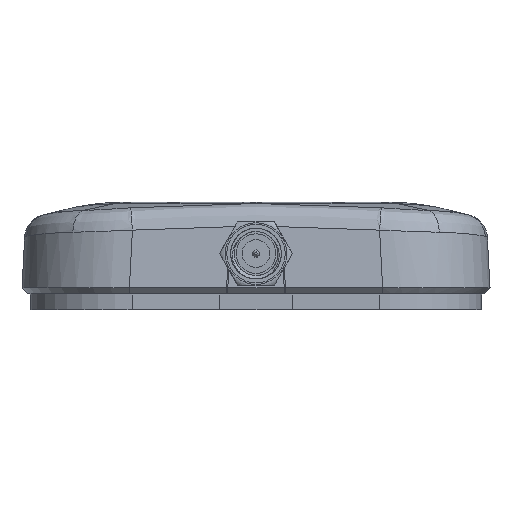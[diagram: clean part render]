
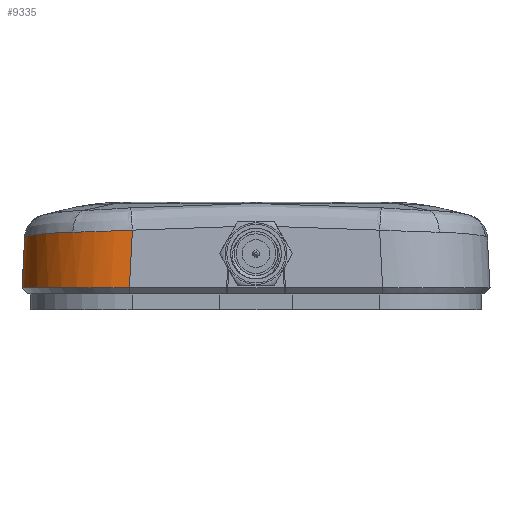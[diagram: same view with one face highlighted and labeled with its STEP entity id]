
A CAD part, front view. The second image highlights one B-rep face of the part: STEP entity #9335.
In plain terms, the highlighted cylindrical face has radius 13.6 mm (diameter 27.2 mm), a partial arc.
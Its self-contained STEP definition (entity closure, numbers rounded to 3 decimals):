
#54 = CARTESIAN_POINT ( 'NONE',  ( -24.986, -74.894, -6.302 ) ) ;
#248 = CARTESIAN_POINT ( 'NONE',  ( -16.009, -78.241, -6.301 ) ) ;
#263 = CARTESIAN_POINT ( 'NONE',  ( -25.177, -73.977, 0.625 ) ) ;
#439 = CARTESIAN_POINT ( 'NONE',  ( -25.538, -73.62, 0.604 ) ) ;
#809 = CYLINDRICAL_SURFACE ( 'NONE', #14041, 13.6 ) ;
#1303 = CARTESIAN_POINT ( 'NONE',  ( -16.904, -78.219, -6.301 ) ) ;
#1535 = EDGE_CURVE ( 'NONE', #13698, #10112, #15818, .T. ) ;
#1624 = CARTESIAN_POINT ( 'NONE',  ( -23.82, -75.15, 0.688 ) ) ;
#1752 = CARTESIAN_POINT ( 'NONE',  ( -26.705, -72.202, 0.512 ) ) ;
#1870 = CARTESIAN_POINT ( 'NONE',  ( -26.9, -71.922, 0.493 ) ) ;
#1933 = EDGE_CURVE ( 'NONE', #13408, #13698, #17238, .T. ) ;
#2716 = CARTESIAN_POINT ( 'NONE',  ( -22.033, -76.867, -6.302 ) ) ;
#2759 = DIRECTION ( 'NONE',  ( -0.052, -0.052, -0.997 ) ) ;
#2786 = CARTESIAN_POINT ( 'NONE',  ( -18.238, -78.065, -6.301 ) ) ;
#2820 = CARTESIAN_POINT ( 'NONE',  ( -15.406, -64.056, 4.5 ) ) ;
#2898 = CARTESIAN_POINT ( 'NONE',  ( -29.568, -65.557, -6.301 ) ) ;
#3052 = CARTESIAN_POINT ( 'NONE',  ( -24.34, -74.733, 0.667 ) ) ;
#3165 = CARTESIAN_POINT ( 'NONE',  ( -26.817, -72.042, 0.501 ) ) ;
#3271 = ORIENTED_EDGE ( 'NONE', *, *, #1535, .T. ) ;
#3283 = CARTESIAN_POINT ( 'NONE',  ( -26.919, -71.893, 0.491 ) ) ;
#3914 = VERTEX_POINT ( 'NONE', #18046 ) ;
#4175 = CARTESIAN_POINT ( 'NONE',  ( -26.233, -73.616, -6.302 ) ) ;
#4297 = CARTESIAN_POINT ( 'NONE',  ( -29.59, -64.659, -6.301 ) ) ;
#4331 = B_SPLINE_CURVE_WITH_KNOTS ( 'NONE', 3,
 ( #6990, #9668, #1303, #4357, #2786, #5739, #12551, #2716, #15594, #5502, #54, #9726, #4175, #7046, #16708, #16897, #12492, #13987, #8382, #16833, #18244, #9845, #11261, #2898, #12675, #4297 ),
 .UNSPECIFIED., .F., .F.,
 ( 4, 2, 2, 2, 2, 2, 2, 2, 2, 2, 2, 2, 4 ),
 ( 0., 0.001, 0.003, 0.005, 0.008, 0.011, 0.012, 0.013, 0.015, 0.016, 0.019, 0.02, 0.021 ),
 .UNSPECIFIED. ) ;
#4357 = CARTESIAN_POINT ( 'NONE',  ( -17.793, -78.131, -6.301 ) ) ;
#4557 = CARTESIAN_POINT ( 'NONE',  ( -25.066, -74.084, 0.631 ) ) ;
#5234 = CARTESIAN_POINT ( 'NONE',  ( -29.255, -64.324, 0.109 ) ) ;
#5502 = CARTESIAN_POINT ( 'NONE',  ( -24.303, -75.455, -6.302 ) ) ;
#5631 = VECTOR ( 'NONE', #2759, 1000. ) ;
#5739 = CARTESIAN_POINT ( 'NONE',  ( -19.549, -77.803, -6.301 ) ) ;
#5849 = ORIENTED_EDGE ( 'NONE', *, *, #7617, .T. ) ;
#5891 = CARTESIAN_POINT ( 'NONE',  ( -25.84, -73.292, 0.583 ) ) ;
#6901 = DIRECTION ( 'NONE',  ( 0.999, 0., -0.052 ) ) ;
#6940 = ORIENTED_EDGE ( 'NONE', *, *, #17007, .F. ) ;
#6951 = CARTESIAN_POINT ( 'NONE',  ( -28.995, -66.944, 0.187 ) ) ;
#6990 = CARTESIAN_POINT ( 'NONE',  ( -16.009, -78.241, -6.301 ) ) ;
#7046 = CARTESIAN_POINT ( 'NONE',  ( -26.796, -72.928, -6.302 ) ) ;
#7097 = CARTESIAN_POINT ( 'NONE',  ( -28.995, -66.944, 0.187 ) ) ;
#7299 = CARTESIAN_POINT ( 'NONE',  ( -23.154, -75.61, 0.706 ) ) ;
#7366 = CARTESIAN_POINT ( 'NONE',  ( -27.529, -70.994, 0.428 ) ) ;
#7422 = CARTESIAN_POINT ( 'NONE',  ( -26.922, -71.889, 0.49 ) ) ;
#7617 = EDGE_CURVE ( 'NONE', #10112, #3914, #16681, .T. ) ;
#7977 = ORIENTED_EDGE ( 'NONE', *, *, #1933, .T. ) ;
#8034 = CARTESIAN_POINT ( 'NONE',  ( -15.628, -77.86, 0.971 ) ) ;
#8286 = DIRECTION ( 'NONE',  ( -0.052, -0.052, -0.997 ) ) ;
#8382 = CARTESIAN_POINT ( 'NONE',  ( -28.387, -70.272, -6.302 ) ) ;
#8657 = CARTESIAN_POINT ( 'NONE',  ( -27.976, -70.109, 0.37 ) ) ;
#8807 = VERTEX_POINT ( 'NONE', #248 ) ;
#8905 = LINE ( 'NONE', #16748, #5631 ) ;
#9335 = ADVANCED_FACE ( 'NONE', ( #9589 ), #809, .T. ) ;
#9419 = EDGE_CURVE ( 'NONE', #3914, #11114, #8905, .T. ) ;
#9589 = FACE_OUTER_BOUND ( 'NONE', #12161, .T. ) ;
#9668 = CARTESIAN_POINT ( 'NONE',  ( -16.457, -78.241, -6.301 ) ) ;
#9726 = CARTESIAN_POINT ( 'NONE',  ( -25.93, -73.95, -6.302 ) ) ;
#9777 = CARTESIAN_POINT ( 'NONE',  ( -29.59, -64.659, -6.301 ) ) ;
#9845 = CARTESIAN_POINT ( 'NONE',  ( -29.415, -66.883, -6.301 ) ) ;
#9995 = CARTESIAN_POINT ( 'NONE',  ( -23.481, -75.394, 0.698 ) ) ;
#10014 = EDGE_CURVE ( 'NONE', #13408, #8807, #14525, .T. ) ;
#10053 = CARTESIAN_POINT ( 'NONE',  ( -25.211, -73.943, 0.623 ) ) ;
#10112 = VERTEX_POINT ( 'NONE', #6951 ) ;
#10114 = CARTESIAN_POINT ( 'NONE',  ( -26.267, -72.778, 0.55 ) ) ;
#10740 = CARTESIAN_POINT ( 'NONE',  ( -29.167, -66.085, 0.146 ) ) ;
#10807 = CARTESIAN_POINT ( 'NONE',  ( -29.254, -65.206, 0.119 ) ) ;
#10993 = DIRECTION ( 'NONE',  ( 0.052, 0.052, 0.997 ) ) ;
#11114 = VERTEX_POINT ( 'NONE', #9777 ) ;
#11261 = CARTESIAN_POINT ( 'NONE',  ( -29.48, -66.444, -6.301 ) ) ;
#11459 = CARTESIAN_POINT ( 'NONE',  ( -26.911, -71.905, 0.492 ) ) ;
#11522 = CARTESIAN_POINT ( 'NONE',  ( -28.638, -68.439, 0.266 ) ) ;
#11631 = CARTESIAN_POINT ( 'NONE',  ( -23.154, -75.61, 0.706 ) ) ;
#11633 = CARTESIAN_POINT ( 'NONE',  ( -24.779, -74.351, 0.646 ) ) ;
#11687 = CARTESIAN_POINT ( 'NONE',  ( -18.473, -77.632, 0.856 ) ) ;
#11932 = CARTESIAN_POINT ( 'NONE',  ( -23.154, -75.61, 0.706 ) ) ;
#12161 = EDGE_LOOP ( 'NONE', ( #5849, #17837, #6940, #16402, #7977, #3271 ) ) ;
#12453 = CARTESIAN_POINT ( 'NONE',  ( -15.628, -77.86, 0.971 ) ) ;
#12492 = CARTESIAN_POINT ( 'NONE',  ( -27.778, -71.458, -6.302 ) ) ;
#12551 = CARTESIAN_POINT ( 'NONE',  ( -20.396, -77.545, -6.301 ) ) ;
#12675 = CARTESIAN_POINT ( 'NONE',  ( -29.59, -65.108, -6.301 ) ) ;
#12813 = CARTESIAN_POINT ( 'NONE',  ( -24.515, -74.586, 0.659 ) ) ;
#12875 = CARTESIAN_POINT ( 'NONE',  ( -15.628, -77.86, 0.971 ) ) ;
#12877 = CARTESIAN_POINT ( 'NONE',  ( -28.995, -66.944, 0.187 ) ) ;
#12990 = CARTESIAN_POINT ( 'NONE',  ( -26.474, -72.516, 0.533 ) ) ;
#13054 = CARTESIAN_POINT ( 'NONE',  ( -28.853, -67.654, 0.221 ) ) ;
#13408 = VERTEX_POINT ( 'NONE', #8034 ) ;
#13698 = VERTEX_POINT ( 'NONE', #11932 ) ;
#13987 = CARTESIAN_POINT ( 'NONE',  ( -28.196, -70.676, -6.302 ) ) ;
#14041 = AXIS2_PLACEMENT_3D ( 'NONE', #2820, #10993, #6901 ) ;
#14251 = CARTESIAN_POINT ( 'NONE',  ( -25.144, -74.009, 0.627 ) ) ;
#14310 = CARTESIAN_POINT ( 'NONE',  ( -24.912, -74.231, 0.64 ) ) ;
#14525 = LINE ( 'NONE', #12453, #14974 ) ;
#14974 = VECTOR ( 'NONE', #8286, 1000. ) ;
#15594 = CARTESIAN_POINT ( 'NONE',  ( -22.83, -76.44, -6.302 ) ) ;
#15678 = CARTESIAN_POINT ( 'NONE',  ( -25.199, -73.955, 0.623 ) ) ;
#15818 = B_SPLINE_CURVE_WITH_KNOTS ( 'NONE', 3,
 ( #7299, #9995, #1624, #3052, #12813, #11633, #14310, #4557, #14251, #263, #15678, #10053, #439, #5891, #10114, #12990, #1752, #3165, #17164, #1870, #11459, #3283, #7422, #7366, #8657, #11522, #13054, #12877 ),
 .UNSPECIFIED., .F., .F.,
 ( 4, 2, 2, 1, 1, 1, 2, 2, 2, 1, 1, 1, 1, 1, 2, 2, 2, 4 ),
 ( 0., 0.125, 0.188, 0.219, 0.234, 0.242, 0.246, 0.25, 0.375, 0.438, 0.469, 0.484, 0.492, 0.496, 0.498, 0.5, 0.75, 1. ),
 .UNSPECIFIED. ) ;
#15860 = CARTESIAN_POINT ( 'NONE',  ( -22.152, -76.273, 0.731 ) ) ;
#15924 = CARTESIAN_POINT ( 'NONE',  ( -21.007, -76.837, 0.767 ) ) ;
#16402 = ORIENTED_EDGE ( 'NONE', *, *, #10014, .F. ) ;
#16681 = B_SPLINE_CURVE_WITH_KNOTS ( 'NONE', 3,
 ( #7097, #10740, #10807, #5234 ),
 .UNSPECIFIED., .F., .F.,
 ( 4, 4 ),
 ( 0., 1. ),
 .UNSPECIFIED. ) ;
#16708 = CARTESIAN_POINT ( 'NONE',  ( -27.06, -72.572, -6.302 ) ) ;
#16748 = CARTESIAN_POINT ( 'NONE',  ( -29.255, -64.324, 0.109 ) ) ;
#16833 = CARTESIAN_POINT ( 'NONE',  ( -28.9, -69.032, -6.301 ) ) ;
#16897 = CARTESIAN_POINT ( 'NONE',  ( -27.551, -71.837, -6.302 ) ) ;
#17007 = EDGE_CURVE ( 'NONE', #8807, #11114, #4331, .T. ) ;
#17164 = CARTESIAN_POINT ( 'NONE',  ( -26.872, -71.962, 0.495 ) ) ;
#17238 = B_SPLINE_CURVE_WITH_KNOTS ( 'NONE', 3,
 ( #12875, #17393, #11687, #15924, #15860, #11631 ),
 .UNSPECIFIED., .F., .F.,
 ( 4, 2, 4 ),
 ( 0., 0.5, 1. ),
 .UNSPECIFIED. ) ;
#17393 = CARTESIAN_POINT ( 'NONE',  ( -17.084, -77.863, 0.91 ) ) ;
#17837 = ORIENTED_EDGE ( 'NONE', *, *, #9419, .T. ) ;
#18046 = CARTESIAN_POINT ( 'NONE',  ( -29.255, -64.324, 0.109 ) ) ;
#18244 = CARTESIAN_POINT ( 'NONE',  ( -29.156, -68.184, -6.301 ) ) ;
